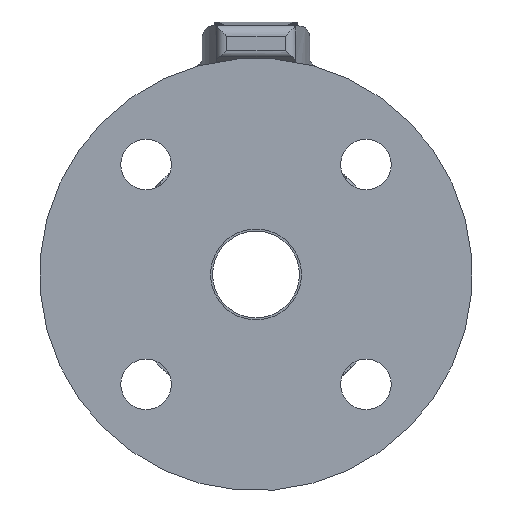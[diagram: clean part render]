
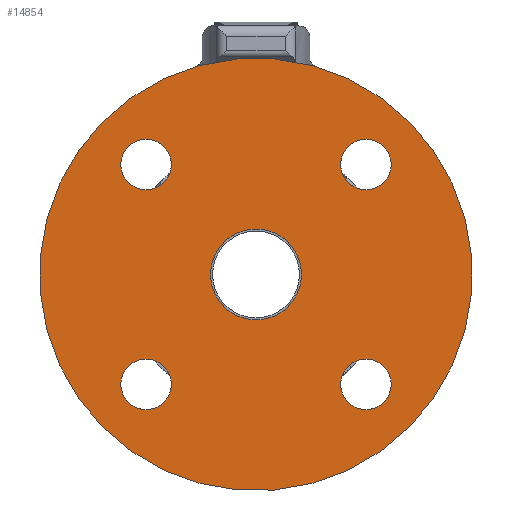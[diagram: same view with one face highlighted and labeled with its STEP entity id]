
A CAD part, left-side view. The second image highlights one B-rep face of the part: STEP entity #14854.
In plain terms, the highlighted face is planar.
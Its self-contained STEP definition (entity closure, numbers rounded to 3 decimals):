
#1219=FACE_BOUND($,#3168,.T.);
#1220=FACE_BOUND($,#3169,.T.);
#1221=FACE_BOUND($,#3170,.T.);
#1222=FACE_BOUND($,#3171,.T.);
#1223=FACE_BOUND($,#3172,.T.);
#1224=FACE_BOUND($,#3173,.T.);
#1727=CIRCLE($,#16263,6.95);
#1729=CIRCLE($,#16266,6.95);
#1731=CIRCLE($,#16269,6.95);
#1733=CIRCLE($,#16272,6.95);
#1736=CIRCLE($,#16278,59.5);
#1737=CIRCLE($,#16280,12.5);
#3168=EDGE_LOOP($,(#11960));
#3169=EDGE_LOOP($,(#11961));
#3170=EDGE_LOOP($,(#11962));
#3171=EDGE_LOOP($,(#11963));
#3172=EDGE_LOOP($,(#11964));
#3173=EDGE_LOOP($,(#11965));
#6233=VERTEX_POINT($,#26151);
#6235=VERTEX_POINT($,#26156);
#6237=VERTEX_POINT($,#26161);
#6239=VERTEX_POINT($,#26166);
#6242=VERTEX_POINT($,#26175);
#6243=VERTEX_POINT($,#26178);
#8240=EDGE_CURVE($,#6233,#6233,#1727,.T.);
#8242=EDGE_CURVE($,#6235,#6235,#1729,.T.);
#8244=EDGE_CURVE($,#6237,#6237,#1731,.T.);
#8246=EDGE_CURVE($,#6239,#6239,#1733,.T.);
#8249=EDGE_CURVE($,#6242,#6242,#1736,.T.);
#8250=EDGE_CURVE($,#6243,#6243,#1737,.T.);
#11960=ORIENTED_EDGE($,*,*,#8240,.T.);
#11961=ORIENTED_EDGE($,*,*,#8242,.T.);
#11962=ORIENTED_EDGE($,*,*,#8244,.T.);
#11963=ORIENTED_EDGE($,*,*,#8246,.T.);
#11964=ORIENTED_EDGE($,*,*,#8249,.T.);
#11965=ORIENTED_EDGE($,*,*,#8250,.F.);
#14062=PLANE($,#16279);
#14854=ADVANCED_FACE($,(#1219,#1220,#1221,#1222,#1223,#1224),#14062,.T.);
#16263=AXIS2_PLACEMENT_3D($,#26152,#19943,#19944);
#16266=AXIS2_PLACEMENT_3D($,#26157,#19949,#19950);
#16269=AXIS2_PLACEMENT_3D($,#26162,#19955,#19956);
#16272=AXIS2_PLACEMENT_3D($,#26167,#19961,#19962);
#16278=AXIS2_PLACEMENT_3D($,#26176,#19973,#19974);
#16279=AXIS2_PLACEMENT_3D($,#26177,#19975,#19976);
#16280=AXIS2_PLACEMENT_3D($,#26179,#19977,#19978);
#19943=DIRECTION('center_axis',(0.,0.,-1.));
#19944=DIRECTION('ref_axis',(0.,1.,0.));
#19949=DIRECTION('center_axis',(0.,0.,-1.));
#19950=DIRECTION('ref_axis',(1.,0.,0.));
#19955=DIRECTION('center_axis',(0.,0.,-1.));
#19956=DIRECTION('ref_axis',(0.,-1.,0.));
#19961=DIRECTION('center_axis',(0.,0.,-1.));
#19962=DIRECTION('ref_axis',(-1.,0.,0.));
#19973=DIRECTION('center_axis',(0.,0.,1.));
#19974=DIRECTION('ref_axis',(1.,0.,0.));
#19975=DIRECTION('center_axis',(0.,0.,1.));
#19976=DIRECTION('ref_axis',(1.,0.,0.));
#19977=DIRECTION('center_axis',(0.,0.,1.));
#19978=DIRECTION('ref_axis',(1.,0.,0.));
#26151=CARTESIAN_POINT('',(0.,35.8,41.));
#26152=CARTESIAN_POINT('Origin',(0.,42.75,41.));
#26156=CARTESIAN_POINT('',(35.8,0.,41.));
#26157=CARTESIAN_POINT('Origin',(42.75,0.,41.));
#26161=CARTESIAN_POINT('',(0.,-35.8,41.));
#26162=CARTESIAN_POINT('Origin',(0.,-42.75,41.));
#26166=CARTESIAN_POINT('',(-35.8,0.,41.));
#26167=CARTESIAN_POINT('Origin',(-42.75,0.,41.));
#26175=CARTESIAN_POINT('',(0.,-59.5,41.));
#26176=CARTESIAN_POINT('Origin',(0.,0.,41.));
#26177=CARTESIAN_POINT('Origin',(0.,-12.5,41.));
#26178=CARTESIAN_POINT('',(0.,-12.5,41.));
#26179=CARTESIAN_POINT('Origin',(0.,0.,41.));
